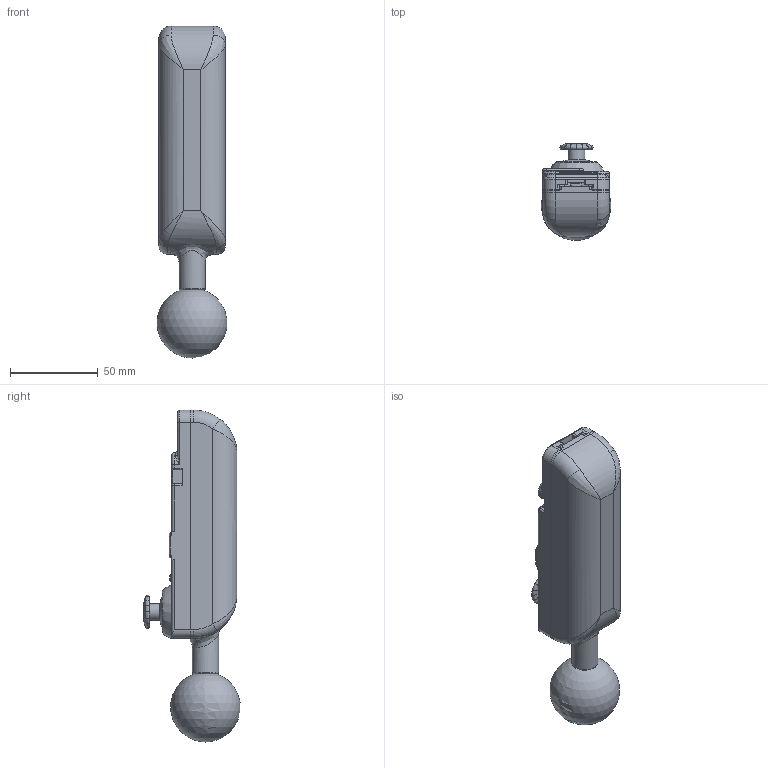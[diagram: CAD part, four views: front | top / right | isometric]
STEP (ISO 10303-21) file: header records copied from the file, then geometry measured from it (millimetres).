
FILE_DESCRIPTION(/* description */ (''),/* implementation_level */ '2;1');
FILE_NAME(/* name */ 'HadesVR Wand Case.step',/* time_stamp */ '2025-04-25T21:29:03+02:00',/* author */ (''),/* organization */ (''),/* preprocessor_version */ 'ST-DEVELOPER v20.1',/* originating_system */ 'Autodesk Translation Framework v14.4.0.0',/* authorisation */ '');
FILE_SCHEMA (('AUTOMOTIVE_DESIGN { 1 0 10303 214 3 1 1 }'));
Length unit declared in the file: millimetre
Products named in the file (10): HadesVR Wand Case; Component1; Component2; Component3; Component4; Component5; Component7; Component10; Component11; Component13
Assembly tree (9 placements, depth 3):
  HadesVR Wand Case
    Component1
    Component2
    Component3
    Component4
    Component5
    Component7
    Component10
    Component11
      Component13
Bounding box: 39.85 x 55.11 x 189.7 mm (x, y, z)
Volume: 119697.4 mm3; surface area: 46786.1 mm2
Topology: 5 solids, 6 shells, 351 faces, 961 edges, 604 vertices
Faces by surface type: cylinder 135, plane 118, bspline 58, torus 34, sphere 6
Full cylindrical faces by diameter (mm): 3.5 x1, 6.248 x2, 15 x1, 28 x1
Entity records: 20333 total; most frequent: CARTESIAN_POINT 11434, ORIENTED_EDGE 1898, DIRECTION 1724, EDGE_CURVE 949, AXIS2_PLACEMENT_3D 629, VERTEX_POINT 604, LINE 466, VECTOR 466
